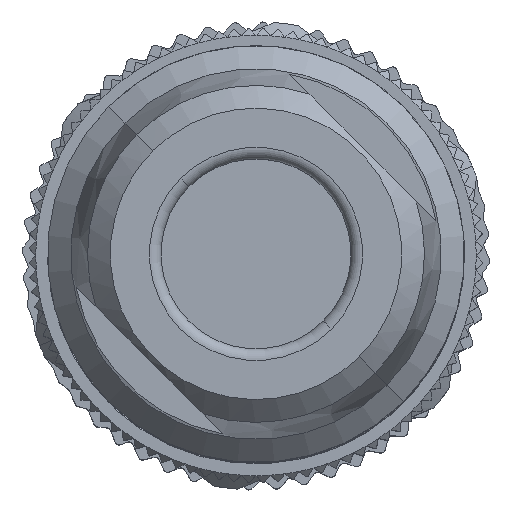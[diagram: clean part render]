
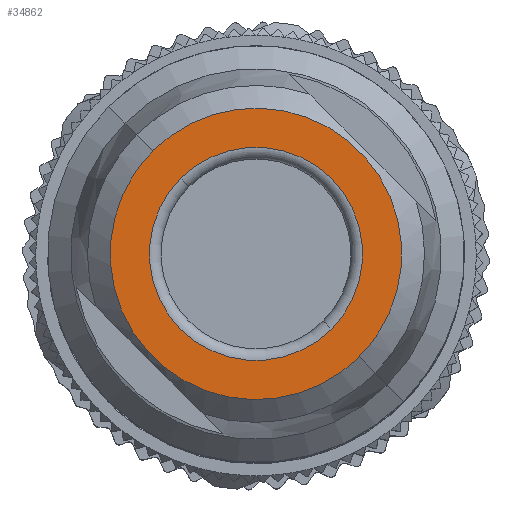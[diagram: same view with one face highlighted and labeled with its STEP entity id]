
A CAD part, top view. The second image highlights one B-rep face of the part: STEP entity #34862.
In plain terms, the highlighted planar face has unit normal (0, 0, 1).
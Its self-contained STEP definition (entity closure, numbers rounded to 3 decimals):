
#34759=AXIS2_PLACEMENT_3D('Circle Axis2P3D',#34757,#34758,$) ;
#34783=AXIS2_PLACEMENT_3D('Circle Axis2P3D',#34781,#34782,$) ;
#34796=AXIS2_PLACEMENT_3D('Plane Axis2P3D',#34793,#34794,#34795) ;
#34754=CARTESIAN_POINT('Vertex',(6.844,13.348,56.7)) ;
#34757=CARTESIAN_POINT('Axis2P3D Location',(10.097,10.095,56.7)) ;
#34761=CARTESIAN_POINT('Vertex',(13.35,6.843,56.7)) ;
#34781=CARTESIAN_POINT('Axis2P3D Location',(10.097,10.095,56.7)) ;
#34793=CARTESIAN_POINT('Axis2P3D Location',(10.097,10.095,56.7)) ;
#34799=CARTESIAN_POINT('Control Point',(5.649,14.543,56.7)) ;
#34800=CARTESIAN_POINT('Control Point',(6.084,14.977,56.7)) ;
#34801=CARTESIAN_POINT('Control Point',(6.571,15.359,56.7)) ;
#34802=CARTESIAN_POINT('Control Point',(7.103,15.678,56.7)) ;
#34803=CARTESIAN_POINT('Control Point',(8.234,16.181,56.7)) ;
#34804=CARTESIAN_POINT('Control Point',(9.453,16.398,56.7)) ;
#34805=CARTESIAN_POINT('Control Point',(10.072,16.431,56.7)) ;
#34806=CARTESIAN_POINT('Control Point',(11.307,16.344,56.7)) ;
#34807=CARTESIAN_POINT('Control Point',(12.485,15.963,56.7)) ;
#34808=CARTESIAN_POINT('Control Point',(13.047,15.702,56.7)) ;
#34809=CARTESIAN_POINT('Control Point',(14.097,15.046,56.7)) ;
#34810=CARTESIAN_POINT('Control Point',(14.959,14.157,56.7)) ;
#34811=CARTESIAN_POINT('Control Point',(15.333,13.662,56.7)) ;
#34812=CARTESIAN_POINT('Control Point',(15.952,12.591,56.7)) ;
#34813=CARTESIAN_POINT('Control Point',(16.296,11.401,56.7)) ;
#34814=CARTESIAN_POINT('Control Point',(16.394,10.789,56.7)) ;
#34815=CARTESIAN_POINT('Control Point',(16.439,9.552,56.7)) ;
#34816=CARTESIAN_POINT('Control Point',(16.184,8.34,56.7)) ;
#34817=CARTESIAN_POINT('Control Point',(15.983,7.753,56.7)) ;
#34818=CARTESIAN_POINT('Control Point',(15.596,6.956,56.7)) ;
#34819=CARTESIAN_POINT('Control Point',(15.079,6.242,56.7)) ;
#34820=CARTESIAN_POINT('Control Point',(14.911,6.034,56.7)) ;
#34821=CARTESIAN_POINT('Control Point',(14.733,5.836,56.7)) ;
#34822=CARTESIAN_POINT('Control Point',(14.545,5.648,56.7)) ;
#34823=CARTESIAN_POINT('Vertex',(5.649,14.543,56.7)) ;
#34825=CARTESIAN_POINT('Vertex',(14.545,5.648,56.7)) ;
#34829=CARTESIAN_POINT('Control Point',(14.545,5.648,56.7)) ;
#34830=CARTESIAN_POINT('Control Point',(14.11,5.213,56.7)) ;
#34831=CARTESIAN_POINT('Control Point',(13.623,4.832,56.7)) ;
#34832=CARTESIAN_POINT('Control Point',(13.091,4.512,56.7)) ;
#34833=CARTESIAN_POINT('Control Point',(11.96,4.009,56.7)) ;
#34834=CARTESIAN_POINT('Control Point',(10.741,3.793,56.7)) ;
#34835=CARTESIAN_POINT('Control Point',(10.122,3.76,56.7)) ;
#34836=CARTESIAN_POINT('Control Point',(8.887,3.846,56.7)) ;
#34837=CARTESIAN_POINT('Control Point',(7.709,4.227,56.7)) ;
#34838=CARTESIAN_POINT('Control Point',(7.146,4.489,56.7)) ;
#34839=CARTESIAN_POINT('Control Point',(6.097,5.144,56.7)) ;
#34840=CARTESIAN_POINT('Control Point',(5.235,6.033,56.7)) ;
#34841=CARTESIAN_POINT('Control Point',(4.861,6.528,56.7)) ;
#34842=CARTESIAN_POINT('Control Point',(4.241,7.6,56.7)) ;
#34843=CARTESIAN_POINT('Control Point',(3.898,8.789,56.7)) ;
#34844=CARTESIAN_POINT('Control Point',(3.8,9.402,56.7)) ;
#34845=CARTESIAN_POINT('Control Point',(3.755,10.639,56.7)) ;
#34846=CARTESIAN_POINT('Control Point',(4.01,11.85,56.7)) ;
#34847=CARTESIAN_POINT('Control Point',(4.21,12.437,56.7)) ;
#34848=CARTESIAN_POINT('Control Point',(4.598,13.235,56.7)) ;
#34849=CARTESIAN_POINT('Control Point',(5.115,13.949,56.7)) ;
#34850=CARTESIAN_POINT('Control Point',(5.283,14.157,56.7)) ;
#34851=CARTESIAN_POINT('Control Point',(5.461,14.355,56.7)) ;
#34852=CARTESIAN_POINT('Control Point',(5.649,14.543,56.7)) ;
#34758=DIRECTION('Axis2P3D Direction',(0.,0.,1.)) ;
#34782=DIRECTION('Axis2P3D Direction',(0.,0.,1.)) ;
#34794=DIRECTION('Axis2P3D Direction',(0.,0.,1.)) ;
#34795=DIRECTION('Axis2P3D XDirection',(-0.707,0.707,0.)) ;
#34855=ORIENTED_EDGE('',*,*,#34827,.F.) ;
#34856=ORIENTED_EDGE('',*,*,#34853,.F.) ;
#34859=ORIENTED_EDGE('',*,*,#34785,.T.) ;
#34860=ORIENTED_EDGE('',*,*,#34763,.T.) ;
#34861=FACE_BOUND('',#34858,.T.) ;
#34862=ADVANCED_FACE('Hauptkoerper',(#34857,#34861),#34797,.T.) ;
#34798=B_SPLINE_CURVE_WITH_KNOTS('',5,(#34799,#34800,#34801,#34802,#34803,#34804,#34805,#34806,#34807,#34808,#34809,#34810,#34811,#34812,#34813,#34814,#34815,#34816,#34817,#34818,#34819,#34820,#34821,#34822),.UNSPECIFIED.,.F.,.U.,(6,3,3,3,3,3,3,6),(0.,4.344,8.688,13.032,17.376,21.72,26.063,27.944),.UNSPECIFIED.) ;
#34828=B_SPLINE_CURVE_WITH_KNOTS('',5,(#34829,#34830,#34831,#34832,#34833,#34834,#34835,#34836,#34837,#34838,#34839,#34840,#34841,#34842,#34843,#34844,#34845,#34846,#34847,#34848,#34849,#34850,#34851,#34852),.UNSPECIFIED.,.F.,.U.,(6,3,3,3,3,3,3,6),(0.,4.344,8.688,13.032,17.376,21.72,26.063,27.944),.UNSPECIFIED.) ;
#34760=CIRCLE('generated circle',#34759,4.6) ;
#34784=CIRCLE('generated circle',#34783,4.6) ;
#34763=EDGE_CURVE('',#34762,#34755,#34760,.F.) ;
#34785=EDGE_CURVE('',#34755,#34762,#34784,.F.) ;
#34827=EDGE_CURVE('',#34824,#34826,#34798,.T.) ;
#34853=EDGE_CURVE('',#34826,#34824,#34828,.T.) ;
#34854=EDGE_LOOP('',(#34855,#34856)) ;
#34858=EDGE_LOOP('',(#34859,#34860)) ;
#34857=FACE_OUTER_BOUND('',#34854,.T.) ;
#34797=PLANE('',#34796) ;
#34755=VERTEX_POINT('',#34754) ;
#34762=VERTEX_POINT('',#34761) ;
#34824=VERTEX_POINT('',#34823) ;
#34826=VERTEX_POINT('',#34825) ;
